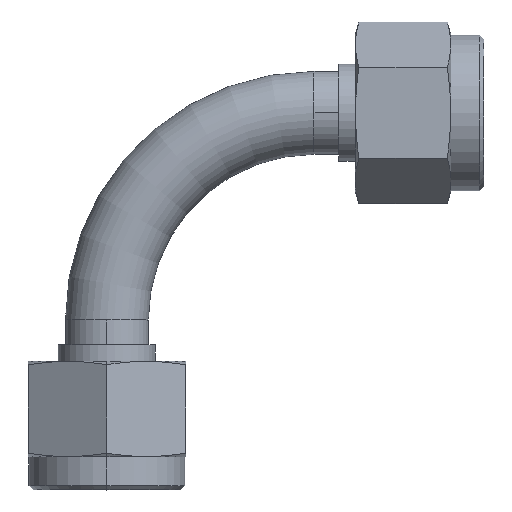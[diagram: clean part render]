
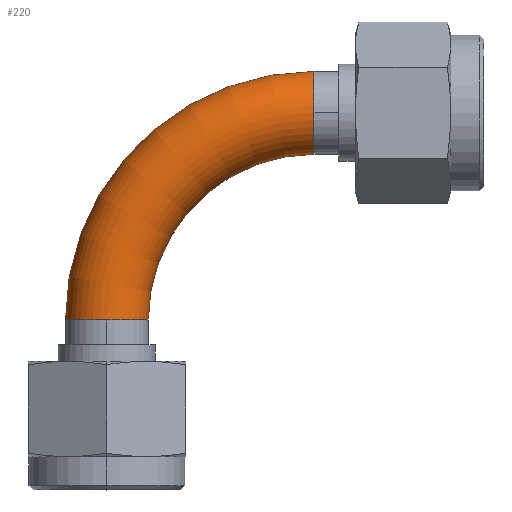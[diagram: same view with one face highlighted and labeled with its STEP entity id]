
A CAD part, top view. The second image highlights one B-rep face of the part: STEP entity #220.
In plain terms, the highlighted toroidal (fillet/blend) face has major radius 25 mm and minor radius 5 mm.
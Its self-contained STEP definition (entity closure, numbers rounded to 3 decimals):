
#220 = ADVANCED_FACE( '', ( #408 ), #409, .T. );
#408 = FACE_OUTER_BOUND( '', #684, .T. );
#409 = TOROIDAL_SURFACE( '', #685, 25., 5. );
#684 = EDGE_LOOP( '', ( #1229, #1230, #1231, #1232, #1233, #1234 ) );
#685 = AXIS2_PLACEMENT_3D( '', #1235, #1236, #1237 );
#1229 = ORIENTED_EDGE( '', *, *, #1800, .T. );
#1230 = ORIENTED_EDGE( '', *, *, #1822, .T. );
#1231 = ORIENTED_EDGE( '', *, *, #1914, .T. );
#1232 = ORIENTED_EDGE( '', *, *, #1803, .T. );
#1233 = ORIENTED_EDGE( '', *, *, #1917, .F. );
#1234 = ORIENTED_EDGE( '', *, *, #1813, .F. );
#1235 = CARTESIAN_POINT( '', ( 25., -25., 0. ) );
#1236 = DIRECTION( '', ( 0., 0., 1. ) );
#1237 = DIRECTION( '', ( 1., 0., 0. ) );
#1800 = EDGE_CURVE( '', #2082, #2083, #2084, .T. );
#1803 = EDGE_CURVE( '', #2089, #2087, #2090, .T. );
#1813 = EDGE_CURVE( '', #2082, #2108, #2109, .T. );
#1822 = EDGE_CURVE( '', #2083, #2122, #2125, .T. );
#1914 = EDGE_CURVE( '', #2122, #2089, #2274, .T. );
#1917 = EDGE_CURVE( '', #2108, #2087, #2277, .T. );
#2082 = VERTEX_POINT( '', #2538 );
#2083 = VERTEX_POINT( '', #2539 );
#2084 = CIRCLE( '', #2540, 30. );
#2087 = VERTEX_POINT( '', #2543 );
#2089 = VERTEX_POINT( '', #2545 );
#2090 = CIRCLE( '', #2546, 20. );
#2108 = VERTEX_POINT( '', #2565 );
#2109 = CIRCLE( '', #2566, 5. );
#2122 = VERTEX_POINT( '', #2582 );
#2125 = CIRCLE( '', #2586, 5. );
#2274 = CIRCLE( '', #2758, 5. );
#2277 = CIRCLE( '', #2761, 5. );
#2538 = CARTESIAN_POINT( '', ( 25., 5., 0. ) );
#2539 = CARTESIAN_POINT( '', ( -5., -25., 0. ) );
#2540 = AXIS2_PLACEMENT_3D( '', #3498, #3499, #3500 );
#2543 = CARTESIAN_POINT( '', ( 25., -5., 0. ) );
#2545 = CARTESIAN_POINT( '', ( 5., -25., 0. ) );
#2546 = AXIS2_PLACEMENT_3D( '', #3507, #3508, #3509 );
#2565 = CARTESIAN_POINT( '', ( 25., 0., 5. ) );
#2566 = AXIS2_PLACEMENT_3D( '', #3535, #3536, #3537 );
#2582 = CARTESIAN_POINT( '', ( 0., -25., 5. ) );
#2586 = AXIS2_PLACEMENT_3D( '', #3554, #3555, #3556 );
#2758 = AXIS2_PLACEMENT_3D( '', #3784, #3785, #3786 );
#2761 = AXIS2_PLACEMENT_3D( '', #3793, #3794, #3795 );
#3498 = CARTESIAN_POINT( '', ( 25., -25., 0. ) );
#3499 = DIRECTION( '', ( 0., 0., 1. ) );
#3500 = DIRECTION( '', ( 1., 0., 0. ) );
#3507 = CARTESIAN_POINT( '', ( 25., -25., 0. ) );
#3508 = DIRECTION( '', ( 0., 0., -1. ) );
#3509 = DIRECTION( '', ( 1., 0., 0. ) );
#3535 = CARTESIAN_POINT( '', ( 25., 0., 0. ) );
#3536 = DIRECTION( '', ( 1., 0., 0. ) );
#3537 = DIRECTION( '', ( 0., 0., -1. ) );
#3554 = CARTESIAN_POINT( '', ( 0., -25., 0. ) );
#3555 = DIRECTION( '', ( 0., 1., 0. ) );
#3556 = DIRECTION( '', ( 0., 0., -1. ) );
#3784 = CARTESIAN_POINT( '', ( 0., -25., 0. ) );
#3785 = DIRECTION( '', ( 0., 1., 0. ) );
#3786 = DIRECTION( '', ( 0., 0., -1. ) );
#3793 = CARTESIAN_POINT( '', ( 25., 0., 0. ) );
#3794 = DIRECTION( '', ( 1., 0., 0. ) );
#3795 = DIRECTION( '', ( 0., 0., -1. ) );
